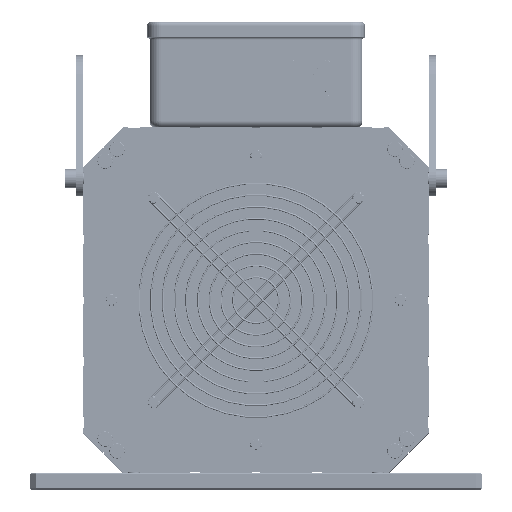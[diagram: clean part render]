
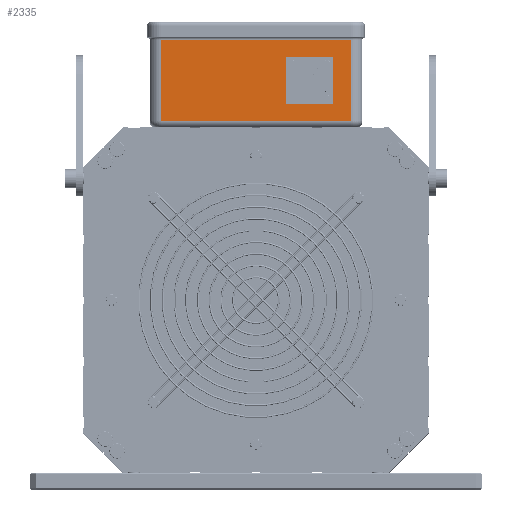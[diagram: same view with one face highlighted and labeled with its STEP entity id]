
A CAD part, top view. The second image highlights one B-rep face of the part: STEP entity #2335.
In plain terms, the highlighted planar face has unit normal (0, 0, 1).
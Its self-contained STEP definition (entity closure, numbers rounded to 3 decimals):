
#2335 = ADVANCED_FACE ( 'NONE', ( #210431, #25117, #87181, #169747, #218422, #153434 ), #133101, .F. ) ;
#3073 = AXIS2_PLACEMENT_3D ( 'NONE', #110301, #8936, #192843 ) ;
#8220 = VERTEX_POINT ( 'NONE', #15899 ) ;
#8474 = ORIENTED_EDGE ( 'NONE', *, *, #91446, .F. ) ;
#8760 = LINE ( 'NONE', #134453, #129232 ) ;
#8936 = DIRECTION ( 'NONE',  ( 0., 0., 1. ) ) ;
#9880 = DIRECTION ( 'NONE',  ( 0., -1., 0. ) ) ;
#10061 = CARTESIAN_POINT ( 'NONE',  ( 60.349, 172.051, 216.742 ) ) ;
#10611 = CARTESIAN_POINT ( 'NONE',  ( -80.5, 221.9, 216.742 ) ) ;
#15116 = DIRECTION ( 'NONE',  ( 0., 0., 1. ) ) ;
#15209 = CARTESIAN_POINT ( 'NONE',  ( -90.5, 152.9, 216.742 ) ) ;
#15899 = CARTESIAN_POINT ( 'NONE',  ( 45.5, 201.4, 216.742 ) ) ;
#17600 = DIRECTION ( 'NONE',  ( 0., -1., 0. ) ) ;
#19136 = CARTESIAN_POINT ( 'NONE',  ( 30.651, 172.051, 216.742 ) ) ;
#23827 = CARTESIAN_POINT ( 'NONE',  ( 80.5, 221.9, 216.742 ) ) ;
#25117 = FACE_BOUND ( 'NONE', #175340, .T. ) ;
#26298 = LINE ( 'NONE', #88315, #223813 ) ;
#29129 = EDGE_LOOP ( 'NONE', ( #33736, #51256 ) ) ;
#29821 = ORIENTED_EDGE ( 'NONE', *, *, #54490, .F. ) ;
#30051 = ORIENTED_EDGE ( 'NONE', *, *, #180216, .F. ) ;
#31074 = VERTEX_POINT ( 'NONE', #116772 ) ;
#33736 = ORIENTED_EDGE ( 'NONE', *, *, #166777, .T. ) ;
#34209 = EDGE_LOOP ( 'NONE', ( #8474, #29821 ) ) ;
#37574 = DIRECTION ( 'NONE',  ( 0., 0., 1. ) ) ;
#39969 = ORIENTED_EDGE ( 'NONE', *, *, #262899, .T. ) ;
#42508 = AXIS2_PLACEMENT_3D ( 'NONE', #204343, #226164, #207023 ) ;
#43725 = VECTOR ( 'NONE', #97570, 1000. ) ;
#47964 = AXIS2_PLACEMENT_3D ( 'NONE', #200316, #15116, #97475 ) ;
#51089 = VERTEX_POINT ( 'NONE', #23827 ) ;
#51256 = ORIENTED_EDGE ( 'NONE', *, *, #135300, .T. ) ;
#52041 = DIRECTION ( 'NONE',  ( 0., -1., 0. ) ) ;
#53409 = DIRECTION ( 'NONE',  ( 0., 1., 0. ) ) ;
#54490 = EDGE_CURVE ( 'NONE', #63036, #195367, #139231, .T. ) ;
#55193 = DIRECTION ( 'NONE',  ( 0., -1., 0. ) ) ;
#57856 = DIRECTION ( 'NONE',  ( 0., -1., 0. ) ) ;
#63036 = VERTEX_POINT ( 'NONE', #67050 ) ;
#63662 = CIRCLE ( 'NONE', #254140, 1.25 ) ;
#64213 = CIRCLE ( 'NONE', #107353, 1.25 ) ;
#65679 = CARTESIAN_POINT ( 'NONE',  ( -80.5, 152.9, 216.742 ) ) ;
#67050 = CARTESIAN_POINT ( 'NONE',  ( 60.349, 173.301, 216.742 ) ) ;
#68416 = CIRCLE ( 'NONE', #254498, 1.25 ) ;
#73548 = DIRECTION ( 'NONE',  ( 0., -1., 0. ) ) ;
#74236 = CIRCLE ( 'NONE', #108704, 14.5 ) ;
#76984 = AXIS2_PLACEMENT_3D ( 'NONE', #19136, #101523, #201699 ) ;
#78613 = CARTESIAN_POINT ( 'NONE',  ( 45.5, 186.9, 216.742 ) ) ;
#82316 = CARTESIAN_POINT ( 'NONE',  ( 45.5, 172.4, 216.742 ) ) ;
#85694 = CARTESIAN_POINT ( 'NONE',  ( 60.349, 202.999, 216.742 ) ) ;
#87181 = FACE_BOUND ( 'NONE', #34209, .T. ) ;
#88315 = CARTESIAN_POINT ( 'NONE',  ( 80.5, 223.9, 216.742 ) ) ;
#91446 = EDGE_CURVE ( 'NONE', #195367, #63036, #162816, .T. ) ;
#96573 = VERTEX_POINT ( 'NONE', #85694 ) ;
#97475 = DIRECTION ( 'NONE',  ( 0., -1., 0. ) ) ;
#97540 = VERTEX_POINT ( 'NONE', #106777 ) ;
#97570 = DIRECTION ( 'NONE',  ( 1., 0., 0. ) ) ;
#98011 = ORIENTED_EDGE ( 'NONE', *, *, #199159, .F. ) ;
#101523 = DIRECTION ( 'NONE',  ( 0., 0., 1. ) ) ;
#103870 = VERTEX_POINT ( 'NONE', #82316 ) ;
#106777 = CARTESIAN_POINT ( 'NONE',  ( 30.651, 170.801, 216.742 ) ) ;
#107353 = AXIS2_PLACEMENT_3D ( 'NONE', #201157, #263759, #55193 ) ;
#108704 = AXIS2_PLACEMENT_3D ( 'NONE', #78613, #184065, #242601 ) ;
#109467 = ORIENTED_EDGE ( 'NONE', *, *, #211424, .T. ) ;
#110113 = CARTESIAN_POINT ( 'NONE',  ( -90.5, 223.9, 216.742 ) ) ;
#110301 = CARTESIAN_POINT ( 'NONE',  ( 60.349, 201.749, 216.742 ) ) ;
#111277 = DIRECTION ( 'NONE',  ( 0., 1., 0. ) ) ;
#116772 = CARTESIAN_POINT ( 'NONE',  ( 30.651, 173.301, 216.742 ) ) ;
#118839 = VERTEX_POINT ( 'NONE', #65679 ) ;
#120635 = ORIENTED_EDGE ( 'NONE', *, *, #132176, .F. ) ;
#125487 = CARTESIAN_POINT ( 'NONE',  ( 80.5, 152.9, 216.742 ) ) ;
#128592 = CARTESIAN_POINT ( 'NONE',  ( 30.651, 200.499, 216.742 ) ) ;
#129232 = VECTOR ( 'NONE', #52041, 1000. ) ;
#131043 = EDGE_LOOP ( 'NONE', ( #255269, #247226 ) ) ;
#132176 = EDGE_CURVE ( 'NONE', #97540, #31074, #176397, .T. ) ;
#132730 = CIRCLE ( 'NONE', #3073, 1.25 ) ;
#133101 = PLANE ( 'NONE',  #211512 ) ;
#134453 = CARTESIAN_POINT ( 'NONE',  ( -80.5, 223.9, 216.742 ) ) ;
#135300 = EDGE_CURVE ( 'NONE', #8220, #103870, #74236, .T. ) ;
#135771 = VERTEX_POINT ( 'NONE', #125487 ) ;
#136879 = DIRECTION ( 'NONE',  ( 0., 0., 1. ) ) ;
#138643 = CIRCLE ( 'NONE', #47964, 1.25 ) ;
#139231 = CIRCLE ( 'NONE', #173739, 1.25 ) ;
#140643 = DIRECTION ( 'NONE',  ( 0., 0., 1. ) ) ;
#143559 = ORIENTED_EDGE ( 'NONE', *, *, #199153, .T. ) ;
#148223 = CARTESIAN_POINT ( 'NONE',  ( 30.651, 202.999, 216.742 ) ) ;
#150904 = EDGE_CURVE ( 'NONE', #170081, #212911, #64213, .T. ) ;
#153434 = FACE_OUTER_BOUND ( 'NONE', #196816, .T. ) ;
#159023 = CIRCLE ( 'NONE', #42508, 14.5 ) ;
#159838 = LINE ( 'NONE', #15209, #43725 ) ;
#162816 = CIRCLE ( 'NONE', #244820, 1.25 ) ;
#166777 = EDGE_CURVE ( 'NONE', #103870, #8220, #159023, .T. ) ;
#169747 = FACE_BOUND ( 'NONE', #263294, .T. ) ;
#170081 = VERTEX_POINT ( 'NONE', #148223 ) ;
#171581 = VECTOR ( 'NONE', #213276, 1000. ) ;
#173739 = AXIS2_PLACEMENT_3D ( 'NONE', #226994, #37574, #57856 ) ;
#175046 = DIRECTION ( 'NONE',  ( 0., 0., -1. ) ) ;
#175216 = LINE ( 'NONE', #258137, #171581 ) ;
#175340 = EDGE_LOOP ( 'NONE', ( #30051, #98011 ) ) ;
#176397 = CIRCLE ( 'NONE', #76984, 1.25 ) ;
#180216 = EDGE_CURVE ( 'NONE', #225874, #96573, #138643, .T. ) ;
#184065 = DIRECTION ( 'NONE',  ( 0., 0., -1. ) ) ;
#189554 = CARTESIAN_POINT ( 'NONE',  ( 60.349, 170.801, 216.742 ) ) ;
#189558 = ORIENTED_EDGE ( 'NONE', *, *, #200153, .T. ) ;
#192491 = VERTEX_POINT ( 'NONE', #10611 ) ;
#192843 = DIRECTION ( 'NONE',  ( 0., -1., 0. ) ) ;
#195367 = VERTEX_POINT ( 'NONE', #189554 ) ;
#196816 = EDGE_LOOP ( 'NONE', ( #39969, #143559, #189558, #109467 ) ) ;
#199153 = EDGE_CURVE ( 'NONE', #51089, #192491, #175216, .T. ) ;
#199159 = EDGE_CURVE ( 'NONE', #96573, #225874, #132730, .T. ) ;
#200153 = EDGE_CURVE ( 'NONE', #192491, #118839, #8760, .T. ) ;
#200316 = CARTESIAN_POINT ( 'NONE',  ( 60.349, 201.749, 216.742 ) ) ;
#201157 = CARTESIAN_POINT ( 'NONE',  ( 30.651, 201.749, 216.742 ) ) ;
#201166 = ORIENTED_EDGE ( 'NONE', *, *, #223884, .F. ) ;
#201699 = DIRECTION ( 'NONE',  ( 0., -1., 0. ) ) ;
#204343 = CARTESIAN_POINT ( 'NONE',  ( 45.5, 186.9, 216.742 ) ) ;
#204443 = EDGE_CURVE ( 'NONE', #212911, #170081, #63662, .T. ) ;
#207023 = DIRECTION ( 'NONE',  ( 0., 1., 0. ) ) ;
#210431 = FACE_BOUND ( 'NONE', #131043, .T. ) ;
#211424 = EDGE_CURVE ( 'NONE', #118839, #135771, #159838, .T. ) ;
#211512 = AXIS2_PLACEMENT_3D ( 'NONE', #110113, #175046, #53409 ) ;
#212911 = VERTEX_POINT ( 'NONE', #128592 ) ;
#213276 = DIRECTION ( 'NONE',  ( -1., 0., 0. ) ) ;
#218422 = FACE_BOUND ( 'NONE', #29129, .T. ) ;
#223813 = VECTOR ( 'NONE', #111277, 1000. ) ;
#223884 = EDGE_CURVE ( 'NONE', #31074, #97540, #68416, .T. ) ;
#225874 = VERTEX_POINT ( 'NONE', #237086 ) ;
#226164 = DIRECTION ( 'NONE',  ( 0., 0., -1. ) ) ;
#226994 = CARTESIAN_POINT ( 'NONE',  ( 60.349, 172.051, 216.742 ) ) ;
#237086 = CARTESIAN_POINT ( 'NONE',  ( 60.349, 200.499, 216.742 ) ) ;
#242601 = DIRECTION ( 'NONE',  ( 0., 1., 0. ) ) ;
#243761 = CARTESIAN_POINT ( 'NONE',  ( 30.651, 172.051, 216.742 ) ) ;
#244820 = AXIS2_PLACEMENT_3D ( 'NONE', #10061, #257895, #73548 ) ;
#247226 = ORIENTED_EDGE ( 'NONE', *, *, #150904, .F. ) ;
#254140 = AXIS2_PLACEMENT_3D ( 'NONE', #257709, #136879, #9880 ) ;
#254498 = AXIS2_PLACEMENT_3D ( 'NONE', #243761, #140643, #17600 ) ;
#255269 = ORIENTED_EDGE ( 'NONE', *, *, #204443, .F. ) ;
#257709 = CARTESIAN_POINT ( 'NONE',  ( 30.651, 201.749, 216.742 ) ) ;
#257895 = DIRECTION ( 'NONE',  ( 0., 0., 1. ) ) ;
#258137 = CARTESIAN_POINT ( 'NONE',  ( -90.5, 221.9, 216.742 ) ) ;
#262899 = EDGE_CURVE ( 'NONE', #135771, #51089, #26298, .T. ) ;
#263294 = EDGE_LOOP ( 'NONE', ( #120635, #201166 ) ) ;
#263759 = DIRECTION ( 'NONE',  ( 0., 0., 1. ) ) ;
